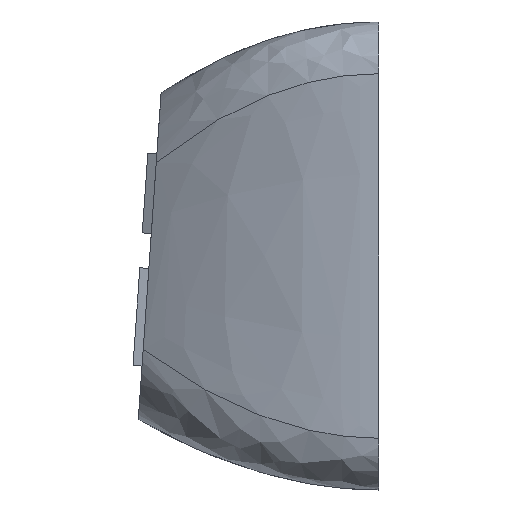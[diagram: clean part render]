
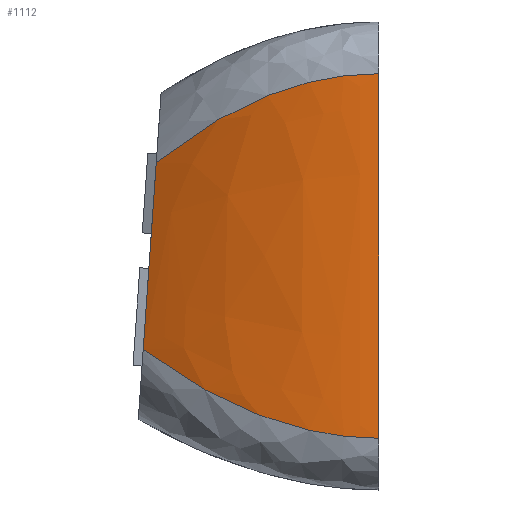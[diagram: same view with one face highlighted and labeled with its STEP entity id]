
A CAD part, left-side view. The second image highlights one B-rep face of the part: STEP entity #1112.
In plain terms, the highlighted free-form (B-spline) face has degree [3, 3] with [4, 4] control points.
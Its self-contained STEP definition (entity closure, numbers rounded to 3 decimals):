
#38=B_SPLINE_SURFACE_WITH_KNOTS('',3,3,((#2030,#2031,#2032,#2033),(#2034,
#2035,#2036,#2037),(#2038,#2039,#2040,#2041),(#2042,#2043,#2044,#2045)),
 .UNSPECIFIED.,.F.,.F.,.F.,(4,4),(4,4),(0.,1.),(0.,1.),.UNSPECIFIED.);
#78=B_SPLINE_CURVE_WITH_KNOTS('',3,(#2046,#2047,#2048,#2049),
 .UNSPECIFIED.,.F.,.F.,(4,4),(0.,1.),.UNSPECIFIED.);
#79=B_SPLINE_CURVE_WITH_KNOTS('',3,(#2050,#2051,#2052,#2053),
 .UNSPECIFIED.,.F.,.F.,(4,4),(0.,1.),.UNSPECIFIED.);
#111=FACE_OUTER_BOUND('',#178,.T.);
#178=EDGE_LOOP('',(#834,#835,#836,#837));
#246=LINE('',#1999,#360);
#250=LINE('',#2016,#364);
#360=VECTOR('',#1272,10.);
#364=VECTOR('',#1286,10.);
#482=VERTEX_POINT('',#1997);
#483=VERTEX_POINT('',#1998);
#490=VERTEX_POINT('',#2014);
#491=VERTEX_POINT('',#2015);
#606=EDGE_CURVE('',#482,#483,#246,.T.);
#614=EDGE_CURVE('',#490,#491,#250,.T.);
#622=EDGE_CURVE('',#490,#482,#78,.T.);
#623=EDGE_CURVE('',#491,#483,#79,.T.);
#834=ORIENTED_EDGE('',*,*,#614,.F.);
#835=ORIENTED_EDGE('',*,*,#622,.T.);
#836=ORIENTED_EDGE('',*,*,#606,.T.);
#837=ORIENTED_EDGE('',*,*,#623,.F.);
#1112=ADVANCED_FACE('',(#111),#38,.F.);
#1272=DIRECTION('',(0.,0.,1.));
#1286=DIRECTION('',(0.,-0.07,0.998));
#1997=CARTESIAN_POINT('',(0.,0.,2.));
#1998=CARTESIAN_POINT('',(0.,0.,16.1));
#1999=CARTESIAN_POINT('',(0.,0.,2.));
#2014=CARTESIAN_POINT('',(2.7,9.12,5.431));
#2015=CARTESIAN_POINT('',(2.7,8.614,12.669));
#2016=CARTESIAN_POINT('',(2.7,9.12,5.431));
#2030=CARTESIAN_POINT('Ctrl Pts',(2.7,9.12,5.431));
#2031=CARTESIAN_POINT('Ctrl Pts',(0.9,6.08,3.144));
#2032=CARTESIAN_POINT('Ctrl Pts',(0.,2.956,
2.));
#2033=CARTESIAN_POINT('Ctrl Pts',(0.,0.,2.));
#2034=CARTESIAN_POINT('Ctrl Pts',(2.7,9.022,6.841));
#2035=CARTESIAN_POINT('Ctrl Pts',(0.939,6.014,4.776));
#2036=CARTESIAN_POINT('Ctrl Pts',(0.,2.956,
3.047));
#2037=CARTESIAN_POINT('Ctrl Pts',(0.,0.,
3.047));
#2038=CARTESIAN_POINT('Ctrl Pts',(2.7,8.713,11.259));
#2039=CARTESIAN_POINT('Ctrl Pts',(0.939,5.808,13.324));
#2040=CARTESIAN_POINT('Ctrl Pts',(0.,2.956,
15.053));
#2041=CARTESIAN_POINT('Ctrl Pts',(0.,0.,
15.053));
#2042=CARTESIAN_POINT('Ctrl Pts',(2.7,8.614,12.669));
#2043=CARTESIAN_POINT('Ctrl Pts',(0.9,5.743,14.956));
#2044=CARTESIAN_POINT('Ctrl Pts',(0.,2.956,
16.1));
#2045=CARTESIAN_POINT('Ctrl Pts',(0.,0.,
16.1));
#2046=CARTESIAN_POINT('Ctrl Pts',(2.7,9.12,5.431));
#2047=CARTESIAN_POINT('Ctrl Pts',(0.9,6.08,3.144));
#2048=CARTESIAN_POINT('Ctrl Pts',(0.,2.956,
2.));
#2049=CARTESIAN_POINT('Ctrl Pts',(0.,0.,
2.));
#2050=CARTESIAN_POINT('Ctrl Pts',(2.7,8.614,12.669));
#2051=CARTESIAN_POINT('Ctrl Pts',(0.9,5.743,14.956));
#2052=CARTESIAN_POINT('Ctrl Pts',(0.,2.956,
16.1));
#2053=CARTESIAN_POINT('Ctrl Pts',(0.,0.,16.1));
